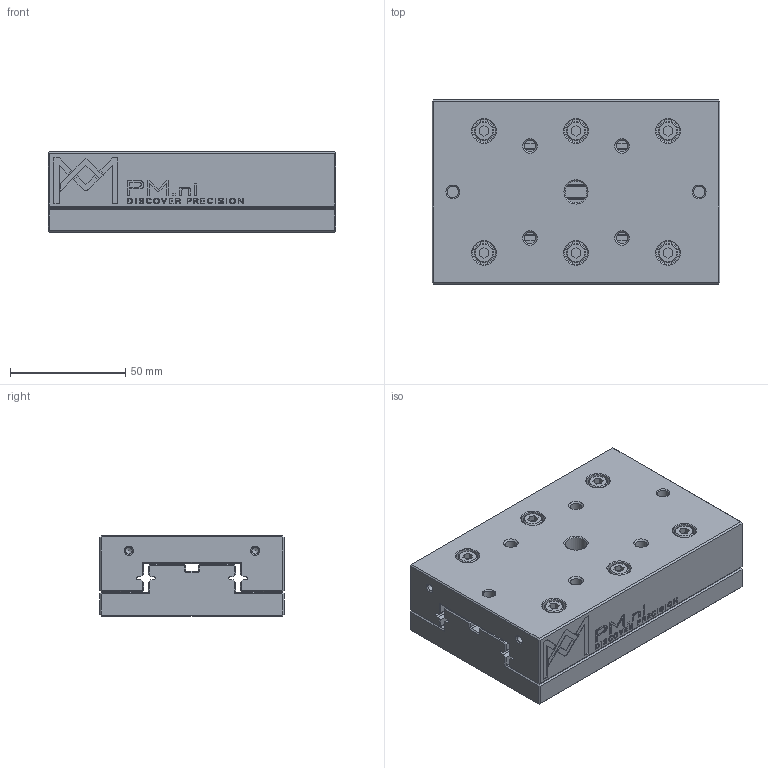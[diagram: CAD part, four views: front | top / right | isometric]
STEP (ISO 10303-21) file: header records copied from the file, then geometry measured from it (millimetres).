
FILE_DESCRIPTION(/* description */ (''),/* implementation_level */ '2;1');
FILE_NAME(/* name */ 'RTA-4120.stp',/* time_stamp */ '2024-09-11T09:57:57+02:00',/* author */ (''),/* organization */ (''),/* preprocessor_version */ 'ST-DEVELOPER v16.7',/* originating_system */ 'SIEMENS PLM Software NX 12.0',/* authorisation */ '');
FILE_SCHEMA (('AUTOMOTIVE_DESIGN { 1 0 10303 214 3 1 1 1 }'));
Length unit declared in the file: millimetre
Products named in the file (1): RTA-4120_stp
Bounding box: 125 x 80 x 35 mm (x, y, z)
Volume: 328309.1 mm3; surface area: 68341.7 mm2
Topology: 2 solids, 2 shells, 961 faces, 2415 edges, 1566 vertices
Faces by surface type: plane 672, bspline 180, cone 57, cylinder 52
Full cylindrical faces by diameter (mm): 3 x4, 5 x9, 5.5 x4, 8.5 x12, 9.5 x1, 10 x16
Entity records: 32730 total; most frequent: CARTESIAN_POINT 7298, ORIENTED_EDGE 4598, DIRECTION 3664, EDGE_CURVE 2299, LINE 1778, VECTOR 1778, VERTEX_POINT 1553, EDGE_LOOP 1190
